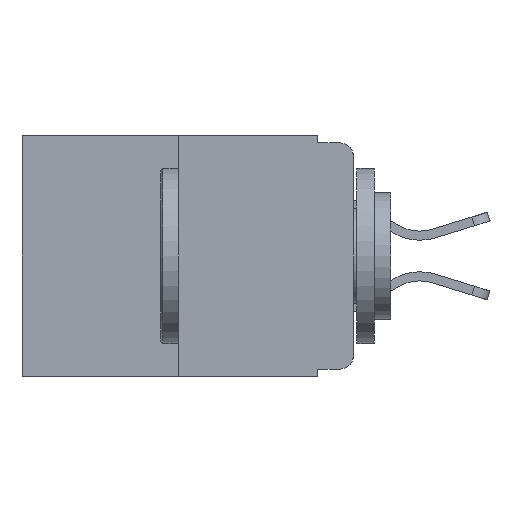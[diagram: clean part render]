
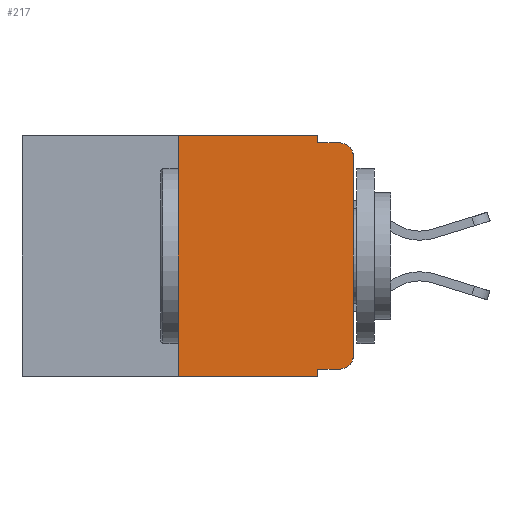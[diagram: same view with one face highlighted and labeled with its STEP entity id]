
A CAD part, left-side view. The second image highlights one B-rep face of the part: STEP entity #217.
In plain terms, the highlighted planar face has unit normal (-1, 0, 0).
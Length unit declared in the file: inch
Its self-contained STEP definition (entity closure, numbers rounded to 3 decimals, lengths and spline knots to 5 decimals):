
#87 = EDGE_LOOP ( 'NONE', ( #3849, #5831, #7786, #5658, #9367, #11887, #93, #2675, #7148, #5248 ) ) ;
#93 = ORIENTED_EDGE ( 'NONE', *, *, #8536, .T. ) ;
#124 = EDGE_CURVE ( 'NONE', #3633, #6703, #4946, .T. ) ;
#164 = DIRECTION ( 'NONE',  ( 0., -1., 0. ) ) ;
#217 = ADVANCED_FACE ( 'NONE', ( #13535 ), #4986, .F. ) ;
#489 = CARTESIAN_POINT ( 'NONE',  ( 0., 0.051, 0. ) ) ;
#706 = VERTEX_POINT ( 'NONE', #9000 ) ;
#946 = EDGE_CURVE ( 'NONE', #3633, #9870, #2326, .T. ) ;
#984 = LINE ( 'NONE', #3430, #9105 ) ;
#1185 = DIRECTION ( 'NONE',  ( 0., 0., 1. ) ) ;
#1278 = CIRCLE ( 'NONE', #10012, 0.02 ) ;
#1729 = VERTEX_POINT ( 'NONE', #12622 ) ;
#1783 = EDGE_CURVE ( 'NONE', #706, #8169, #8175, .T. ) ;
#2326 = LINE ( 'NONE', #10066, #12916 ) ;
#2438 = LINE ( 'NONE', #12184, #10019 ) ;
#2568 = CARTESIAN_POINT ( 'NONE',  ( 0., 0.25, 0. ) ) ;
#2675 = ORIENTED_EDGE ( 'NONE', *, *, #946, .F. ) ;
#3049 = CIRCLE ( 'NONE', #7477, 0.02 ) ;
#3237 = EDGE_CURVE ( 'NONE', #1729, #4527, #11578, .T. ) ;
#3430 = CARTESIAN_POINT ( 'NONE',  ( 0., 0., 0. ) ) ;
#3500 = CARTESIAN_POINT ( 'NONE',  ( 0., 0.051, -0.343 ) ) ;
#3633 = VERTEX_POINT ( 'NONE', #4998 ) ;
#3655 = DIRECTION ( 'NONE',  ( 0., -1., 0. ) ) ;
#3849 = ORIENTED_EDGE ( 'NONE', *, *, #7456, .T. ) ;
#3935 = EDGE_CURVE ( 'NONE', #4527, #4363, #9534, .T. ) ;
#4059 = VECTOR ( 'NONE', #3655, 39.37008 ) ;
#4335 = VECTOR ( 'NONE', #9614, 39.37008 ) ;
#4363 = VERTEX_POINT ( 'NONE', #8495 ) ;
#4527 = VERTEX_POINT ( 'NONE', #7830 ) ;
#4611 = EDGE_CURVE ( 'NONE', #9586, #4363, #3049, .T. ) ;
#4644 = LINE ( 'NONE', #8621, #4335 ) ;
#4946 = LINE ( 'NONE', #11334, #8070 ) ;
#4986 = PLANE ( 'NONE',  #12525 ) ;
#4998 = CARTESIAN_POINT ( 'NONE',  ( 0., 0.051, -0.333 ) ) ;
#5039 = DIRECTION ( 'NONE',  ( 0., -1., 0. ) ) ;
#5248 = ORIENTED_EDGE ( 'NONE', *, *, #12392, .T. ) ;
#5483 = CARTESIAN_POINT ( 'NONE',  ( 0., 0.02, -0.333 ) ) ;
#5658 = ORIENTED_EDGE ( 'NONE', *, *, #3237, .F. ) ;
#5831 = ORIENTED_EDGE ( 'NONE', *, *, #4611, .T. ) ;
#5971 = EDGE_CURVE ( 'NONE', #8169, #1729, #4644, .T. ) ;
#6123 = CARTESIAN_POINT ( 'NONE',  ( 0., 0., -0.03 ) ) ;
#6158 = DIRECTION ( 'NONE',  ( 0., 0., -1. ) ) ;
#6394 = CARTESIAN_POINT ( 'NONE',  ( 0., 0.02, -0.313 ) ) ;
#6703 = VERTEX_POINT ( 'NONE', #5483 ) ;
#6965 = DIRECTION ( 'NONE',  ( 0., 0., -1. ) ) ;
#7148 = ORIENTED_EDGE ( 'NONE', *, *, #124, .T. ) ;
#7422 = DIRECTION ( 'NONE',  ( 0., 0., -1. ) ) ;
#7456 = EDGE_CURVE ( 'NONE', #8283, #9586, #984, .T. ) ;
#7477 = AXIS2_PLACEMENT_3D ( 'NONE', #8829, #8819, #7969 ) ;
#7786 = ORIENTED_EDGE ( 'NONE', *, *, #3935, .F. ) ;
#7830 = CARTESIAN_POINT ( 'NONE',  ( 0., 0.051, -0.01 ) ) ;
#7969 = DIRECTION ( 'NONE',  ( 0., 0., -1. ) ) ;
#8070 = VECTOR ( 'NONE', #164, 39.37008 ) ;
#8169 = VERTEX_POINT ( 'NONE', #2568 ) ;
#8175 = LINE ( 'NONE', #8890, #13495 ) ;
#8283 = VERTEX_POINT ( 'NONE', #12933 ) ;
#8495 = CARTESIAN_POINT ( 'NONE',  ( 0., 0.02, -0.01 ) ) ;
#8536 = EDGE_CURVE ( 'NONE', #706, #9870, #2438, .T. ) ;
#8621 = CARTESIAN_POINT ( 'NONE',  ( 0., 0.473, 0. ) ) ;
#8782 = DIRECTION ( 'NONE',  ( 0., 0., 1. ) ) ;
#8819 = DIRECTION ( 'NONE',  ( -1., 0., 0. ) ) ;
#8829 = CARTESIAN_POINT ( 'NONE',  ( 0., 0.02, -0.03 ) ) ;
#8890 = CARTESIAN_POINT ( 'NONE',  ( 0., 0.25, 0. ) ) ;
#8915 = VECTOR ( 'NONE', #6965, 39.37008 ) ;
#9000 = CARTESIAN_POINT ( 'NONE',  ( 0., 0.25, -0.343 ) ) ;
#9105 = VECTOR ( 'NONE', #1185, 39.37008 ) ;
#9367 = ORIENTED_EDGE ( 'NONE', *, *, #5971, .F. ) ;
#9479 = CARTESIAN_POINT ( 'NONE',  ( 0., 0.051, -0.01 ) ) ;
#9534 = LINE ( 'NONE', #9479, #4059 ) ;
#9586 = VERTEX_POINT ( 'NONE', #6123 ) ;
#9614 = DIRECTION ( 'NONE',  ( 0., -1., 0. ) ) ;
#9870 = VERTEX_POINT ( 'NONE', #3500 ) ;
#10012 = AXIS2_PLACEMENT_3D ( 'NONE', #6394, #13390, #7422 ) ;
#10019 = VECTOR ( 'NONE', #5039, 39.37008 ) ;
#10034 = DIRECTION ( 'NONE',  ( 0., 0., -1. ) ) ;
#10066 = CARTESIAN_POINT ( 'NONE',  ( 0., 0.051, 0. ) ) ;
#11334 = CARTESIAN_POINT ( 'NONE',  ( 0., 0.051, -0.333 ) ) ;
#11578 = LINE ( 'NONE', #489, #8915 ) ;
#11858 = DIRECTION ( 'NONE',  ( 1., 0., 0. ) ) ;
#11887 = ORIENTED_EDGE ( 'NONE', *, *, #1783, .F. ) ;
#12184 = CARTESIAN_POINT ( 'NONE',  ( 0., 0.473, -0.343 ) ) ;
#12392 = EDGE_CURVE ( 'NONE', #6703, #8283, #1278, .T. ) ;
#12525 = AXIS2_PLACEMENT_3D ( 'NONE', #13435, #11858, #6158 ) ;
#12622 = CARTESIAN_POINT ( 'NONE',  ( 0., 0.051, 0. ) ) ;
#12916 = VECTOR ( 'NONE', #10034, 39.37008 ) ;
#12933 = CARTESIAN_POINT ( 'NONE',  ( 0., 0., -0.313 ) ) ;
#13390 = DIRECTION ( 'NONE',  ( -1., 0., 0. ) ) ;
#13435 = CARTESIAN_POINT ( 'NONE',  ( 0., 0.473, 0. ) ) ;
#13495 = VECTOR ( 'NONE', #8782, 39.37008 ) ;
#13535 = FACE_OUTER_BOUND ( 'NONE', #87, .T. ) ;
